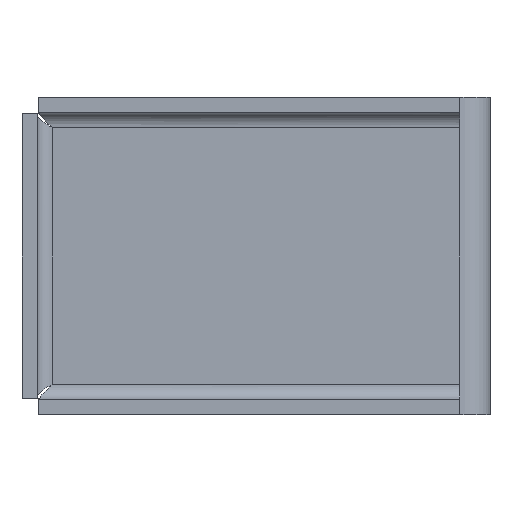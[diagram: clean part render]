
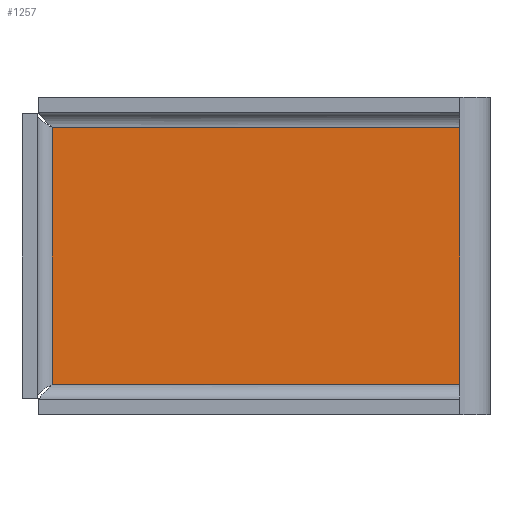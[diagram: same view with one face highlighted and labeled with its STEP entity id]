
A CAD part, front view. The second image highlights one B-rep face of the part: STEP entity #1257.
In plain terms, the highlighted planar face has unit normal (0, -1, 0).
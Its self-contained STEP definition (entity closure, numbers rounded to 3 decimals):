
#29 = VECTOR ( 'NONE', #849, 1000. ) ;
#101 = LINE ( 'NONE', #134, #809 ) ;
#119 = CARTESIAN_POINT ( 'NONE',  ( 29., 39., -8.5 ) ) ;
#134 = CARTESIAN_POINT ( 'NONE',  ( 2., 39., 8.5 ) ) ;
#223 = VECTOR ( 'NONE', #458, 1000. ) ;
#225 = CARTESIAN_POINT ( 'NONE',  ( 29., 39., -8.5 ) ) ;
#240 = CARTESIAN_POINT ( 'NONE',  ( 0., 39., 10.5 ) ) ;
#244 = DIRECTION ( 'NONE',  ( 1., 0., 0. ) ) ;
#308 = FACE_OUTER_BOUND ( 'NONE', #548, .T. ) ;
#407 = LINE ( 'NONE', #1203, #1261 ) ;
#437 = DIRECTION ( 'NONE',  ( 0., 0., -1. ) ) ;
#445 = PLANE ( 'NONE',  #1400 ) ;
#448 = EDGE_CURVE ( 'NONE', #989, #959, #1436, .T. ) ;
#458 = DIRECTION ( 'NONE',  ( -1., 0., 0. ) ) ;
#530 = EDGE_CURVE ( 'NONE', #1234, #959, #1125, .T. ) ;
#548 = EDGE_LOOP ( 'NONE', ( #576, #1253, #1237, #773 ) ) ;
#576 = ORIENTED_EDGE ( 'NONE', *, *, #589, .F. ) ;
#589 = EDGE_CURVE ( 'NONE', #989, #735, #101, .T. ) ;
#735 = VERTEX_POINT ( 'NONE', #1139 ) ;
#773 = ORIENTED_EDGE ( 'NONE', *, *, #1136, .F. ) ;
#809 = VECTOR ( 'NONE', #244, 1000. ) ;
#849 = DIRECTION ( 'NONE',  ( 0., 0., -1. ) ) ;
#959 = VERTEX_POINT ( 'NONE', #1278 ) ;
#960 = CARTESIAN_POINT ( 'NONE',  ( 2., 39., 10.5 ) ) ;
#989 = VERTEX_POINT ( 'NONE', #1087 ) ;
#1087 = CARTESIAN_POINT ( 'NONE',  ( 2., 39., 8.5 ) ) ;
#1125 = LINE ( 'NONE', #225, #223 ) ;
#1136 = EDGE_CURVE ( 'NONE', #735, #1234, #407, .T. ) ;
#1138 = DIRECTION ( 'NONE',  ( 0., 0., 1. ) ) ;
#1139 = CARTESIAN_POINT ( 'NONE',  ( 29., 39., 8.5 ) ) ;
#1203 = CARTESIAN_POINT ( 'NONE',  ( 29., 39., 10.5 ) ) ;
#1234 = VERTEX_POINT ( 'NONE', #119 ) ;
#1237 = ORIENTED_EDGE ( 'NONE', *, *, #530, .F. ) ;
#1253 = ORIENTED_EDGE ( 'NONE', *, *, #448, .T. ) ;
#1257 = ADVANCED_FACE ( 'NONE', ( #308 ), #445, .F. ) ;
#1261 = VECTOR ( 'NONE', #437, 1000. ) ;
#1278 = CARTESIAN_POINT ( 'NONE',  ( 2., 39., -8.5 ) ) ;
#1347 = DIRECTION ( 'NONE',  ( 0., 1., 0. ) ) ;
#1400 = AXIS2_PLACEMENT_3D ( 'NONE', #240, #1347, #1138 ) ;
#1436 = LINE ( 'NONE', #960, #29 ) ;
